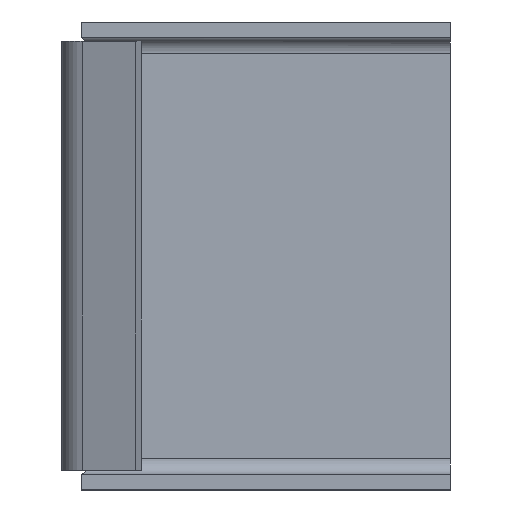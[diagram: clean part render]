
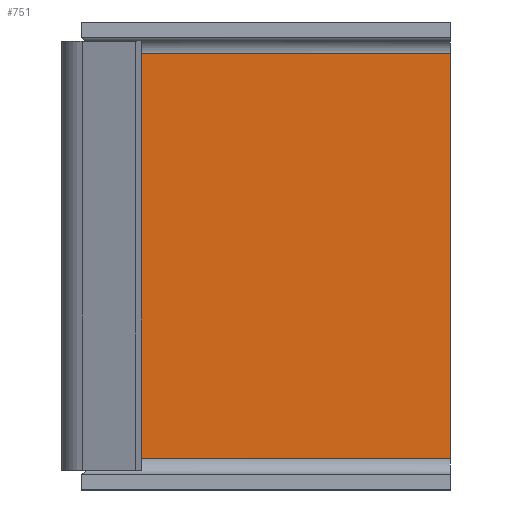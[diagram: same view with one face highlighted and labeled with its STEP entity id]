
A CAD part, top view. The second image highlights one B-rep face of the part: STEP entity #751.
In plain terms, the highlighted planar face has unit normal (0, 0, 1).
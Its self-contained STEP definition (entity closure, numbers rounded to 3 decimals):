
#78 = CARTESIAN_POINT ( 'NONE',  ( 74., 83., 0. ) ) ;
#95 = DIRECTION ( 'NONE',  ( -1., 0., 0. ) ) ;
#174 = VECTOR ( 'NONE', #95, 1000. ) ;
#175 = PLANE ( 'NONE',  #312 ) ;
#208 = EDGE_CURVE ( 'NONE', #1141, #359, #1228, .T. ) ;
#272 = ORIENTED_EDGE ( 'NONE', *, *, #620, .F. ) ;
#303 = CARTESIAN_POINT ( 'NONE',  ( 6., 83., 0. ) ) ;
#312 = AXIS2_PLACEMENT_3D ( 'NONE', #386, #1182, #779 ) ;
#349 = DIRECTION ( 'NONE',  ( 0., 1., 0. ) ) ;
#359 = VERTEX_POINT ( 'NONE', #814 ) ;
#370 = LINE ( 'NONE', #939, #1115 ) ;
#385 = VECTOR ( 'NONE', #1026, 1000. ) ;
#386 = CARTESIAN_POINT ( 'NONE',  ( 0., 0., 0. ) ) ;
#429 = EDGE_CURVE ( 'NONE', #869, #644, #753, .T. ) ;
#437 = ORIENTED_EDGE ( 'NONE', *, *, #529, .T. ) ;
#461 = ORIENTED_EDGE ( 'NONE', *, *, #208, .F. ) ;
#463 = CARTESIAN_POINT ( 'NONE',  ( 74., 6., 0. ) ) ;
#506 = FACE_OUTER_BOUND ( 'NONE', #1076, .T. ) ;
#529 = EDGE_CURVE ( 'NONE', #1141, #644, #926, .T. ) ;
#618 = ORIENTED_EDGE ( 'NONE', *, *, #429, .F. ) ;
#620 = EDGE_CURVE ( 'NONE', #359, #869, #370, .T. ) ;
#644 = VERTEX_POINT ( 'NONE', #78 ) ;
#719 = DIRECTION ( 'NONE',  ( 1., 0., 0. ) ) ;
#729 = CARTESIAN_POINT ( 'NONE',  ( 74., 0., 0. ) ) ;
#751 = ADVANCED_FACE ( 'NONE', ( #506 ), #175, .F. ) ;
#753 = LINE ( 'NONE', #1110, #849 ) ;
#779 = DIRECTION ( 'NONE',  ( -1., 0., 0. ) ) ;
#814 = CARTESIAN_POINT ( 'NONE',  ( 6., 6., 0. ) ) ;
#849 = VECTOR ( 'NONE', #719, 1000. ) ;
#869 = VERTEX_POINT ( 'NONE', #303 ) ;
#926 = LINE ( 'NONE', #729, #385 ) ;
#939 = CARTESIAN_POINT ( 'NONE',  ( 6., 3.707, 0. ) ) ;
#978 = CARTESIAN_POINT ( 'NONE',  ( 74., 6., 0. ) ) ;
#1026 = DIRECTION ( 'NONE',  ( 0., 1., 0. ) ) ;
#1076 = EDGE_LOOP ( 'NONE', ( #618, #272, #461, #437 ) ) ;
#1110 = CARTESIAN_POINT ( 'NONE',  ( 3.707, 83., 0. ) ) ;
#1115 = VECTOR ( 'NONE', #349, 1000. ) ;
#1141 = VERTEX_POINT ( 'NONE', #463 ) ;
#1182 = DIRECTION ( 'NONE',  ( 0., 0., -1. ) ) ;
#1228 = LINE ( 'NONE', #978, #174 ) ;
